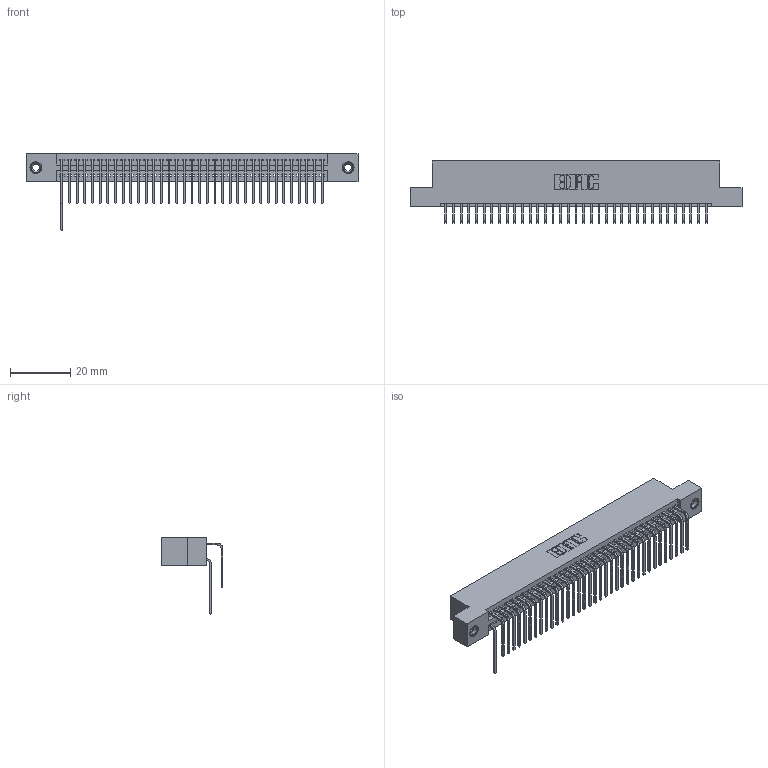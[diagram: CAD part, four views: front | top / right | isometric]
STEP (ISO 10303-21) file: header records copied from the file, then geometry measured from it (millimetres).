
FILE_DESCRIPTION (( 'STEP AP203' ), '1' );
FILE_NAME ('395-070-559-208.STEP', '2018-11-27T02:56:31', ( '' ), ( '' ), 'SwSTEP 2.0', 'SolidWorks 2016', '' );
FILE_SCHEMA (( 'CONFIG_CONTROL_DESIGN' ));
Length unit declared in the file: inch
Products named in the file (5): 345-292-001_559 Tail - 2; 395-070-559-208; 345-292-001_558 559 Tail - 1; 345-250-001_345-250-003-102; 345 Part_Flush Mounting Lugs - 0.156 Dia-TI
Assembly tree (39 placements, depth 2):
  395-070-559-208
    345 Part_Flush Mounting Lugs - 0.156 Dia-TI
    345-292-001_558 559 Tail - 1
    345-292-001_559 Tail - 2  x35
    345-250-001_345-250-003-102  x2
Bounding box: 110.11 x 20.56 x 25.53 mm (x, y, z)
Volume: 10525.8 mm3; surface area: 14677.5 mm2
Topology: 39 solids, 39 shells, 2330 faces, 6975 edges, 4594 vertices
Faces by surface type: plane 1610, cylinder 704, cone 12, torus 4
Entity records: 30154 total; most frequent: CARTESIAN_POINT 5236, ORIENTED_EDGE 5146, DIRECTION 4587, EDGE_CURVE 2573, VECTOR 2241, LINE 2241, VERTEX_POINT 1708, AXIS2_PLACEMENT_3D 1173
